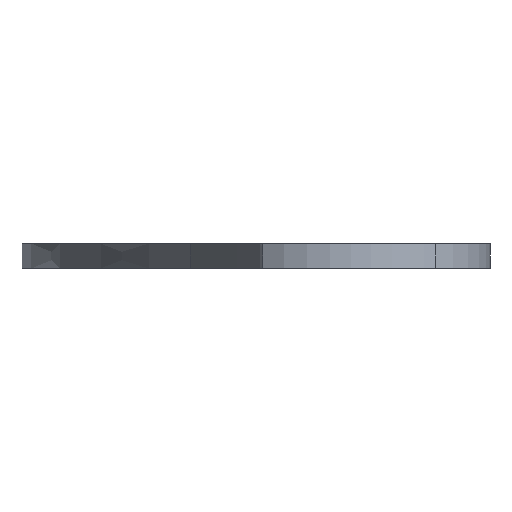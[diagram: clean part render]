
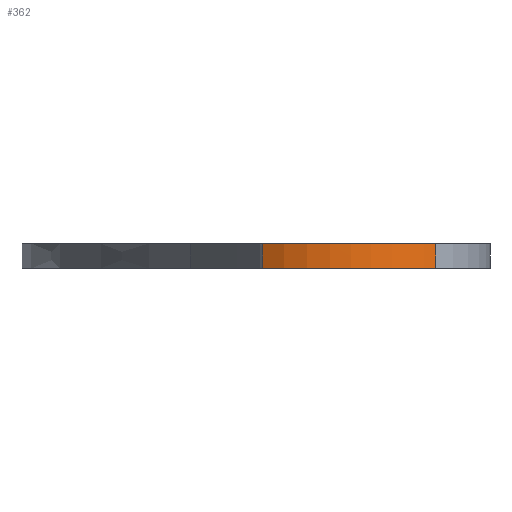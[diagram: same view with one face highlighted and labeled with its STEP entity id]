
A CAD part, left-side view. The second image highlights one B-rep face of the part: STEP entity #362.
In plain terms, the highlighted face is a extrusion surface.
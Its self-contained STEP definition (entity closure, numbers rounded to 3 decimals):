
#209 = PLANE('',#210);
#210 = AXIS2_PLACEMENT_3D('',#211,#212,#213);
#211 = CARTESIAN_POINT('',(64.271,-19.299,2.));
#212 = DIRECTION('',(0.,0.,1.));
#213 = DIRECTION('',(1.,0.,-0.));
#238 = SURFACE_OF_LINEAR_EXTRUSION('',#239,#244);
#239 = B_SPLINE_CURVE_WITH_KNOTS('',3,(#240,#241,#242,#243),
  .UNSPECIFIED.,.F.,.F.,(4,4),(0.,1.),.PIECEWISE_BEZIER_KNOTS.);
#240 = CARTESIAN_POINT('',(21.242,-13.674,0.));
#241 = CARTESIAN_POINT('',(14.579,-17.887,0.));
#242 = CARTESIAN_POINT('',(6.962,-21.155,0.));
#243 = CARTESIAN_POINT('',(2.15,-19.515,0.));
#244 = VECTOR('',#245,1.);
#245 = DIRECTION('',(-0.,-0.,-1.));
#268 = PLANE('',#269);
#269 = AXIS2_PLACEMENT_3D('',#270,#271,#272);
#270 = CARTESIAN_POINT('',(64.271,-19.299,0.));
#271 = DIRECTION('',(0.,0.,1.));
#272 = DIRECTION('',(1.,0.,-0.));
#286 = VERTEX_POINT('',#287);
#287 = CARTESIAN_POINT('',(2.15,-19.515,2.));
#310 = EDGE_CURVE('',#311,#286,#313,.T.);
#311 = VERTEX_POINT('',#312);
#312 = CARTESIAN_POINT('',(2.15,-19.515,0.));
#313 = SURFACE_CURVE('',#314,(#318,#325),.PCURVE_S1.);
#314 = LINE('',#315,#316);
#315 = CARTESIAN_POINT('',(2.15,-19.515,0.));
#316 = VECTOR('',#317,1.);
#317 = DIRECTION('',(0.,0.,1.));
#318 = PCURVE('',#238,#319);
#319 = DEFINITIONAL_REPRESENTATION('',(#320),#324);
#320 = LINE('',#321,#322);
#321 = CARTESIAN_POINT('',(1.,0.));
#322 = VECTOR('',#323,1.);
#323 = DIRECTION('',(0.,-1.));
#324 = ( GEOMETRIC_REPRESENTATION_CONTEXT(2) 
PARAMETRIC_REPRESENTATION_CONTEXT() REPRESENTATION_CONTEXT('2D SPACE',''
  ) );
#325 = PCURVE('',#326,#333);
#326 = SURFACE_OF_LINEAR_EXTRUSION('',#327,#331);
#327 = ( BOUNDED_CURVE() B_SPLINE_CURVE(2,(#328,#329,#330),
.UNSPECIFIED.,.F.,.F.) B_SPLINE_CURVE_WITH_KNOTS((3,3),(0.,
1.27),.PIECEWISE_BEZIER_KNOTS.) CURVE() 
GEOMETRIC_REPRESENTATION_ITEM() RATIONAL_B_SPLINE_CURVE((1.,
0.805,1.)) REPRESENTATION_ITEM('') );
#328 = CARTESIAN_POINT('',(2.15,-19.515,0.));
#329 = CARTESIAN_POINT('',(-2.698,-26.671,0.));
#330 = CARTESIAN_POINT('',(2.704,-33.419,0.));
#331 = VECTOR('',#332,1.);
#332 = DIRECTION('',(-0.,-0.,-1.));
#333 = DEFINITIONAL_REPRESENTATION('',(#334),#338);
#334 = LINE('',#335,#336);
#335 = CARTESIAN_POINT('',(0.,0.));
#336 = VECTOR('',#337,1.);
#337 = DIRECTION('',(0.,-1.));
#338 = ( GEOMETRIC_REPRESENTATION_CONTEXT(2) 
PARAMETRIC_REPRESENTATION_CONTEXT() REPRESENTATION_CONTEXT('2D SPACE',''
  ) );
#362 = ADVANCED_FACE('',(#363),#326,.F.);
#363 = FACE_BOUND('',#364,.F.);
#364 = EDGE_LOOP('',(#365,#366,#389,#419));
#365 = ORIENTED_EDGE('',*,*,#310,.T.);
#366 = ORIENTED_EDGE('',*,*,#367,.T.);
#367 = EDGE_CURVE('',#286,#368,#370,.T.);
#368 = VERTEX_POINT('',#369);
#369 = CARTESIAN_POINT('',(2.704,-33.419,2.));
#370 = SURFACE_CURVE('',#371,(#375,#382),.PCURVE_S1.);
#371 = ( BOUNDED_CURVE() B_SPLINE_CURVE(2,(#372,#373,#374),
.UNSPECIFIED.,.F.,.F.) B_SPLINE_CURVE_WITH_KNOTS((3,3),(0.,
1.27),.PIECEWISE_BEZIER_KNOTS.) CURVE() 
GEOMETRIC_REPRESENTATION_ITEM() RATIONAL_B_SPLINE_CURVE((1.,
0.805,1.)) REPRESENTATION_ITEM('') );
#372 = CARTESIAN_POINT('',(2.15,-19.515,2.));
#373 = CARTESIAN_POINT('',(-2.698,-26.671,2.));
#374 = CARTESIAN_POINT('',(2.704,-33.419,2.));
#375 = PCURVE('',#326,#376);
#376 = DEFINITIONAL_REPRESENTATION('',(#377),#381);
#377 = LINE('',#378,#379);
#378 = CARTESIAN_POINT('',(0.,-2.));
#379 = VECTOR('',#380,1.);
#380 = DIRECTION('',(1.,0.));
#381 = ( GEOMETRIC_REPRESENTATION_CONTEXT(2) 
PARAMETRIC_REPRESENTATION_CONTEXT() REPRESENTATION_CONTEXT('2D SPACE',''
  ) );
#382 = PCURVE('',#209,#383);
#383 = DEFINITIONAL_REPRESENTATION('',(#384),#388);
#384 = ( BOUNDED_CURVE() B_SPLINE_CURVE(2,(#385,#386,#387),
.UNSPECIFIED.,.F.,.F.) B_SPLINE_CURVE_WITH_KNOTS((3,3),(0.,
1.27),.PIECEWISE_BEZIER_KNOTS.) CURVE() 
GEOMETRIC_REPRESENTATION_ITEM() RATIONAL_B_SPLINE_CURVE((1.,
0.805,1.)) REPRESENTATION_ITEM('') );
#385 = CARTESIAN_POINT('',(-62.122,-0.217));
#386 = CARTESIAN_POINT('',(-66.969,-7.373));
#387 = CARTESIAN_POINT('',(-61.568,-14.121));
#388 = ( GEOMETRIC_REPRESENTATION_CONTEXT(2) 
PARAMETRIC_REPRESENTATION_CONTEXT() REPRESENTATION_CONTEXT('2D SPACE',''
  ) );
#389 = ORIENTED_EDGE('',*,*,#390,.F.);
#390 = EDGE_CURVE('',#391,#368,#393,.T.);
#391 = VERTEX_POINT('',#392);
#392 = CARTESIAN_POINT('',(2.704,-33.419,0.));
#393 = SURFACE_CURVE('',#394,(#398,#405),.PCURVE_S1.);
#394 = LINE('',#395,#396);
#395 = CARTESIAN_POINT('',(2.704,-33.419,0.));
#396 = VECTOR('',#397,1.);
#397 = DIRECTION('',(0.,0.,1.));
#398 = PCURVE('',#326,#399);
#399 = DEFINITIONAL_REPRESENTATION('',(#400),#404);
#400 = LINE('',#401,#402);
#401 = CARTESIAN_POINT('',(1.27,0.));
#402 = VECTOR('',#403,1.);
#403 = DIRECTION('',(0.,-1.));
#404 = ( GEOMETRIC_REPRESENTATION_CONTEXT(2) 
PARAMETRIC_REPRESENTATION_CONTEXT() REPRESENTATION_CONTEXT('2D SPACE',''
  ) );
#405 = PCURVE('',#406,#413);
#406 = SURFACE_OF_LINEAR_EXTRUSION('',#407,#411);
#407 = ( BOUNDED_CURVE() B_SPLINE_CURVE(2,(#408,#409,#410),
.UNSPECIFIED.,.F.,.F.) B_SPLINE_CURVE_WITH_KNOTS((3,3),(0.,
1.571),.PIECEWISE_BEZIER_KNOTS.) CURVE() 
GEOMETRIC_REPRESENTATION_ITEM() RATIONAL_B_SPLINE_CURVE((1.,
0.707,1.)) REPRESENTATION_ITEM('') );
#408 = CARTESIAN_POINT('',(2.704,-33.419,0.));
#409 = CARTESIAN_POINT('',(10.07,-42.544,0.));
#410 = CARTESIAN_POINT('',(19.194,-35.177,0.));
#411 = VECTOR('',#412,1.);
#412 = DIRECTION('',(-0.,-0.,-1.));
#413 = DEFINITIONAL_REPRESENTATION('',(#414),#418);
#414 = LINE('',#415,#416);
#415 = CARTESIAN_POINT('',(0.,0.));
#416 = VECTOR('',#417,1.);
#417 = DIRECTION('',(0.,-1.));
#418 = ( GEOMETRIC_REPRESENTATION_CONTEXT(2) 
PARAMETRIC_REPRESENTATION_CONTEXT() REPRESENTATION_CONTEXT('2D SPACE',''
  ) );
#419 = ORIENTED_EDGE('',*,*,#420,.F.);
#420 = EDGE_CURVE('',#311,#391,#421,.T.);
#421 = SURFACE_CURVE('',#422,(#426,#433),.PCURVE_S1.);
#422 = ( BOUNDED_CURVE() B_SPLINE_CURVE(2,(#423,#424,#425),
.UNSPECIFIED.,.F.,.F.) B_SPLINE_CURVE_WITH_KNOTS((3,3),(0.,
1.27),.PIECEWISE_BEZIER_KNOTS.) CURVE() 
GEOMETRIC_REPRESENTATION_ITEM() RATIONAL_B_SPLINE_CURVE((1.,
0.805,1.)) REPRESENTATION_ITEM('') );
#423 = CARTESIAN_POINT('',(2.15,-19.515,0.));
#424 = CARTESIAN_POINT('',(-2.698,-26.671,0.));
#425 = CARTESIAN_POINT('',(2.704,-33.419,0.));
#426 = PCURVE('',#326,#427);
#427 = DEFINITIONAL_REPRESENTATION('',(#428),#432);
#428 = LINE('',#429,#430);
#429 = CARTESIAN_POINT('',(0.,0.));
#430 = VECTOR('',#431,1.);
#431 = DIRECTION('',(1.,0.));
#432 = ( GEOMETRIC_REPRESENTATION_CONTEXT(2) 
PARAMETRIC_REPRESENTATION_CONTEXT() REPRESENTATION_CONTEXT('2D SPACE',''
  ) );
#433 = PCURVE('',#268,#434);
#434 = DEFINITIONAL_REPRESENTATION('',(#435),#439);
#435 = ( BOUNDED_CURVE() B_SPLINE_CURVE(2,(#436,#437,#438),
.UNSPECIFIED.,.F.,.F.) B_SPLINE_CURVE_WITH_KNOTS((3,3),(0.,
1.27),.PIECEWISE_BEZIER_KNOTS.) CURVE() 
GEOMETRIC_REPRESENTATION_ITEM() RATIONAL_B_SPLINE_CURVE((1.,
0.805,1.)) REPRESENTATION_ITEM('') );
#436 = CARTESIAN_POINT('',(-62.122,-0.217));
#437 = CARTESIAN_POINT('',(-66.969,-7.373));
#438 = CARTESIAN_POINT('',(-61.568,-14.121));
#439 = ( GEOMETRIC_REPRESENTATION_CONTEXT(2) 
PARAMETRIC_REPRESENTATION_CONTEXT() REPRESENTATION_CONTEXT('2D SPACE',''
  ) );
